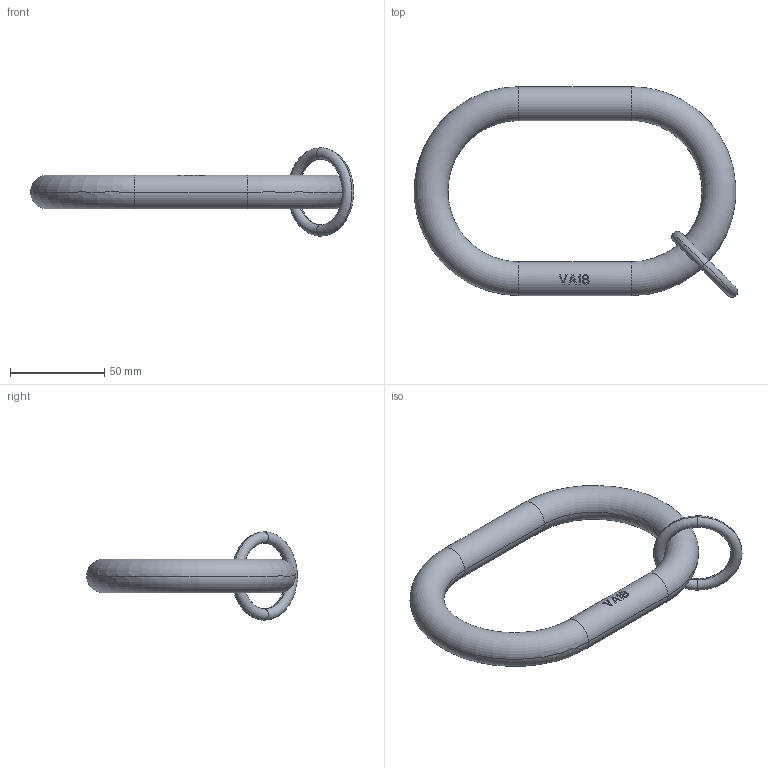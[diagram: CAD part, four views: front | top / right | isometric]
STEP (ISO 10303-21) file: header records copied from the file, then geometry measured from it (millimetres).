
FILE_DESCRIPTION((''),'2;1');
FILE_NAME('3VA18','2005-01-18T',('jakubetz'),(''),'PRO/ENGINEER BY PARAMETRIC TECHNOLOGY CORPORATION, 2001400','PRO/ENGINEER BY PARAMETRIC TECHNOLOGY CORPORATION, 2001400','');
FILE_SCHEMA(('CONFIG_CONTROL_DESIGN'));
Length unit declared in the file: millimetre
Products named in the file (1): 3VA18
Bounding box: 171.71 x 111.88 x 47 mm (x, y, z)
Volume: 108516.7 mm3; surface area: 25768 mm2
Topology: 2 solids, 2 shells, 110 faces, 297 edges, 194 vertices
Faces by surface type: plane 95, torus 8, cylinder 7
Entity records: 3598 total; most frequent: CARTESIAN_POINT 911, ORIENTED_EDGE 594, DIRECTION 468, EDGE_CURVE 297, VECTOR 202, LINE 202, VERTEX_POINT 194, AXIS2_PLACEMENT_3D 133
